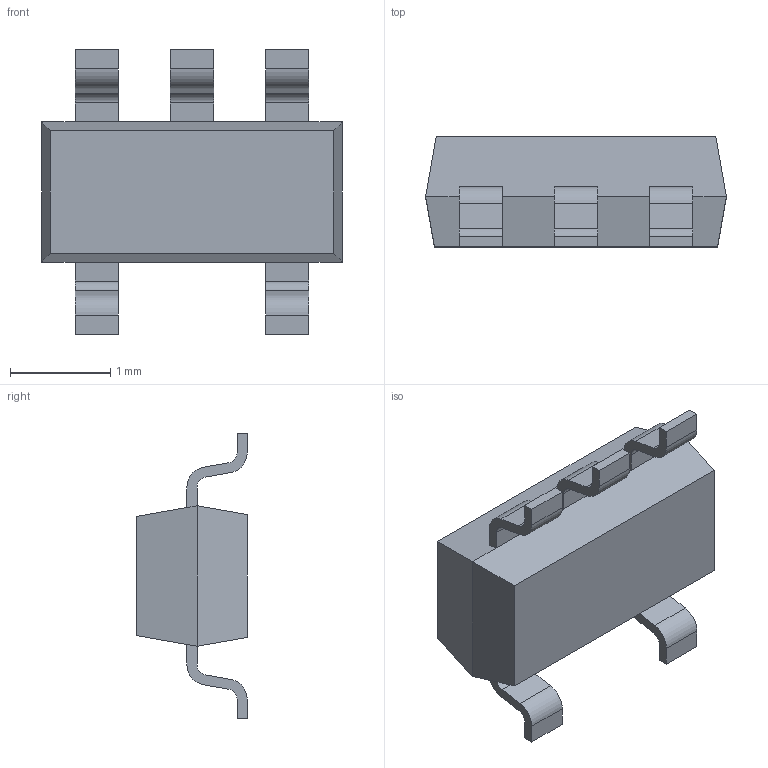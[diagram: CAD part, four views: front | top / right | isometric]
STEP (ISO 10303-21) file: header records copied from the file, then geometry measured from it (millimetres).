
FILE_DESCRIPTION (( 'STEP AP214' ), '1' );
FILE_NAME ('SOT-23-5.step', '2011-06-02T07:49:01', ( 'vpeshkov' ), ( 'licard' ), 'SwSTEP 2.0', 'SolidWorks 2009', '' );
FILE_SCHEMA (( 'AUTOMOTIVE_DESIGN' ));
Length unit declared in the file: millimetre
Products named in the file (1): SOT-23-5
Bounding box: 3 x 1.1 x 2.84 mm (x, y, z)
Volume: 4.4 mm3; surface area: 21.8 mm2
Topology: 1 solids, 1 shells, 78 faces, 211 edges, 136 vertices
Faces by surface type: plane 56, cylinder 22
Entity records: 3209 total; most frequent: CARTESIAN_POINT 426, ORIENTED_EDGE 422, DIRECTION 413, EDGE_CURVE 211, VECTOR 167, LINE 167, VERTEX_POINT 136, AXIS2_PLACEMENT_3D 123
